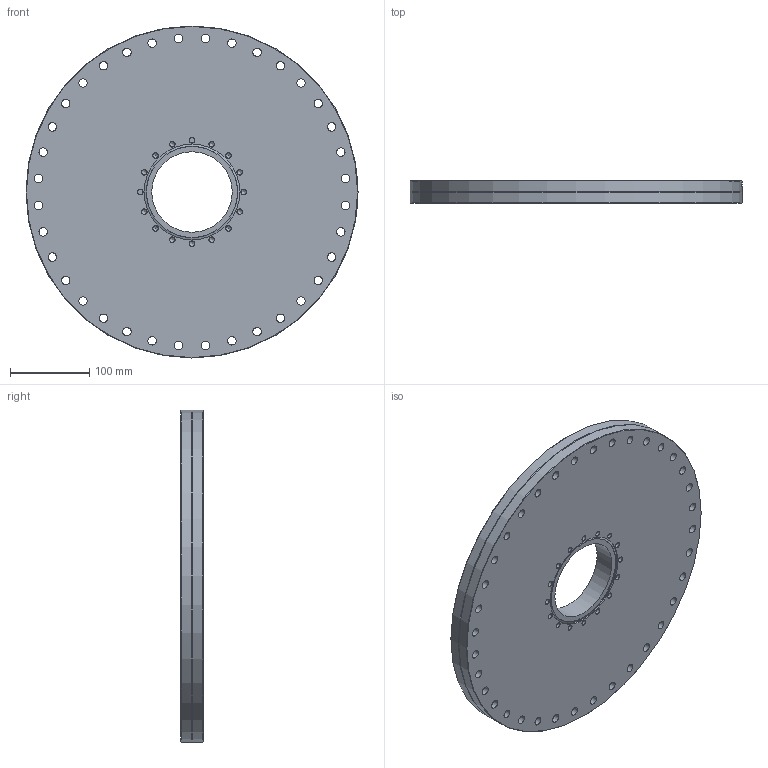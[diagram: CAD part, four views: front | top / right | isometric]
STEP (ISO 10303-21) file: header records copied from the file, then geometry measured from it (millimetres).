
FILE_DESCRIPTION(/* description */ (''),/* implementation_level */ '2;1');
FILE_NAME(/* name */ 'FL-Z350-100.stp',/* time_stamp */ '2023-10-25T15:14:46+01:00',/* author */ ('PaulJarvis'),/* organization */ (''),/* preprocessor_version */ 'ST-DEVELOPER v19.2',/* originating_system */ 'Autodesk Inventor 2023',/* authorisation */ '');
FILE_SCHEMA (('AUTOMOTIVE_DESIGN { 1 0 10303 214 3 1 1 }'));
Length unit declared in the file: millimetre
Products named in the file (1): FL-Z350-100
Bounding box: 419.1 x 28.5 x 419.1 mm (x, y, z)
Volume: 3475552.9 mm3; surface area: 341326.7 mm2
Topology: 1 solids, 1 shells, 231 faces, 648 edges, 429 vertices
Faces by surface type: cone 75, cylinder 67, bspline 53, plane 35, torus 1
Full cylindrical faces by diameter (mm): 6.647 x16, 10.6 x36, 101.6 x1, 120.6 x1, 377 x1, 419.1 x2
Entity records: 20175 total; most frequent: CARTESIAN_POINT 14290, ORIENTED_EDGE 1254, DIRECTION 1097, EDGE_CURVE 627, AXIS2_PLACEMENT_3D 433, VERTEX_POINT 422, EDGE_LOOP 329, CIRCLE 254
